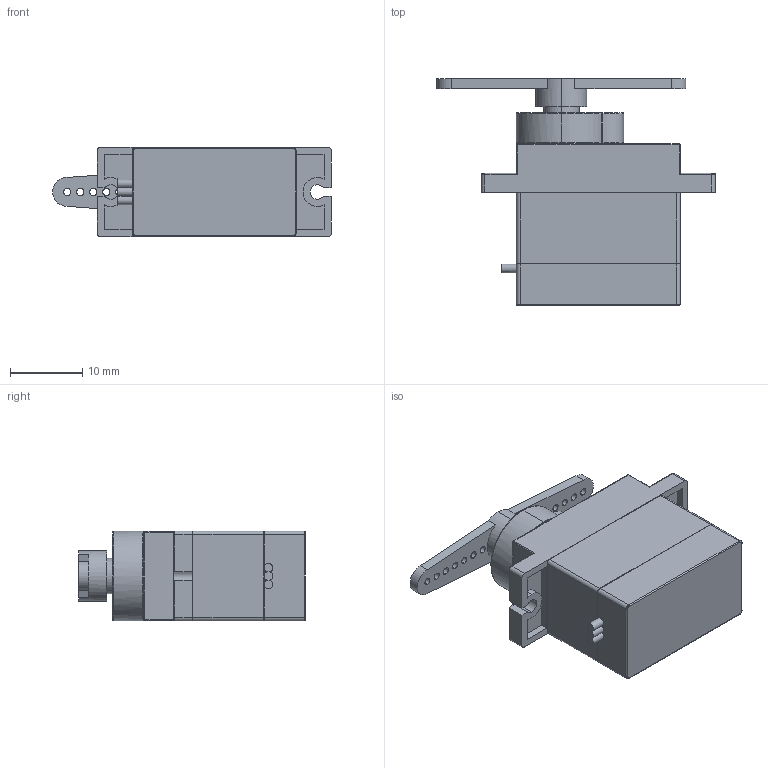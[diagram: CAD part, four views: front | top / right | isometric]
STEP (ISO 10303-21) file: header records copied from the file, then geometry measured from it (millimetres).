
FILE_DESCRIPTION (( 'STEP AP214' ), '1' );
FILE_NAME ('microservoAssembly.STEP', '2019-10-25T15:47:21', ( '' ), ( '' ), 'SwSTEP 2.0', 'SolidWorks 2018', '' );
FILE_SCHEMA (( 'AUTOMOTIVE_DESIGN' ));
Length unit declared in the file: millimetre
Products named in the file (3): microservoSG90; microservoArm_A2; microservoAssembly
Assembly tree (2 placements, depth 2):
  microservoAssembly
    microservoSG90
    microservoArm_A2
Bounding box: 38.45 x 31.3 x 12.4 mm (x, y, z)
Volume: 7344.2 mm3; surface area: 3371.5 mm2
Topology: 2 solids, 2 shells, 226 faces, 575 edges, 360 vertices
Faces by surface type: cylinder 114, plane 73, bspline 18, torus 17, sphere 4
Entity records: 8343 total; most frequent: CARTESIAN_POINT 2600, DIRECTION 1172, ORIENTED_EDGE 1142, EDGE_CURVE 571, AXIS2_PLACEMENT_3D 450, VERTEX_POINT 360, VECTOR 272, LINE 272
